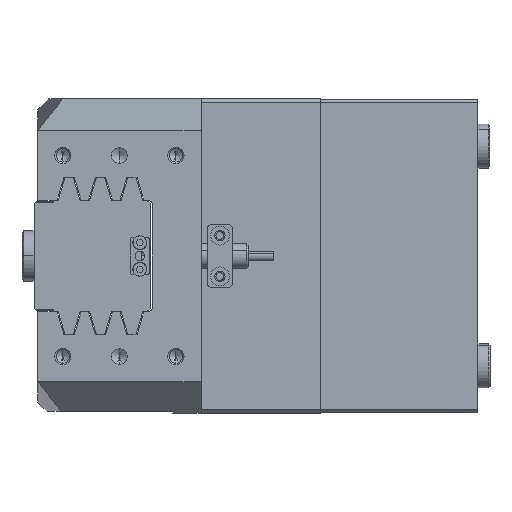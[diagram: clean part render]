
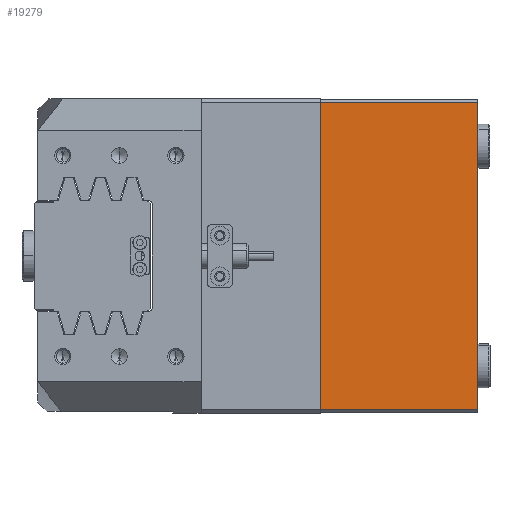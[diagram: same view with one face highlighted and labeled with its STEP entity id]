
A CAD part, left-side view. The second image highlights one B-rep face of the part: STEP entity #19279.
In plain terms, the highlighted planar face has unit normal (-1, 0, 0).
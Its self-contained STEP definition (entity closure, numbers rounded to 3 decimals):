
#927 = VERTEX_POINT ( 'NONE', #32721 ) ;
#1741 = LINE ( 'NONE', #23740, #10945 ) ;
#2691 = CARTESIAN_POINT ( 'NONE',  ( -78., -48.9, 0. ) ) ;
#3235 = VERTEX_POINT ( 'NONE', #36584 ) ;
#3470 = ORIENTED_EDGE ( 'NONE', *, *, #39511, .F. ) ;
#6669 = CARTESIAN_POINT ( 'NONE',  ( -78., 49.9, -50. ) ) ;
#10803 = EDGE_LOOP ( 'NONE', ( #23201, #25797, #3470, #18216 ) ) ;
#10945 = VECTOR ( 'NONE', #33732, 1000. ) ;
#11455 = VERTEX_POINT ( 'NONE', #2691 ) ;
#12291 = CARTESIAN_POINT ( 'NONE',  ( -78., 49.9, -50. ) ) ;
#13031 = AXIS2_PLACEMENT_3D ( 'NONE', #6669, #32488, #32771 ) ;
#17084 = EDGE_CURVE ( 'NONE', #34597, #11455, #23324, .T. ) ;
#17287 = DIRECTION ( 'NONE',  ( 0., 0., -1. ) ) ;
#18104 = CARTESIAN_POINT ( 'NONE',  ( -78., -48.9, -50. ) ) ;
#18216 = ORIENTED_EDGE ( 'NONE', *, *, #17084, .T. ) ;
#18879 = DIRECTION ( 'NONE',  ( 0., 1., 0. ) ) ;
#18974 = CARTESIAN_POINT ( 'NONE',  ( -78., -48.9, -50. ) ) ;
#19279 = ADVANCED_FACE ( 'NONE', ( #26810 ), #20060, .F. ) ;
#20060 = PLANE ( 'NONE',  #13031 ) ;
#23201 = ORIENTED_EDGE ( 'NONE', *, *, #34803, .T. ) ;
#23324 = LINE ( 'NONE', #18104, #37585 ) ;
#23740 = CARTESIAN_POINT ( 'NONE',  ( -78., 49.9, 0. ) ) ;
#25797 = ORIENTED_EDGE ( 'NONE', *, *, #31359, .T. ) ;
#26810 = FACE_OUTER_BOUND ( 'NONE', #10803, .T. ) ;
#27244 = VECTOR ( 'NONE', #18879, 1000. ) ;
#27373 = CARTESIAN_POINT ( 'NONE',  ( -78., 48.9, -50. ) ) ;
#27776 = LINE ( 'NONE', #12291, #27244 ) ;
#30046 = VECTOR ( 'NONE', #17287, 1000. ) ;
#31359 = EDGE_CURVE ( 'NONE', #927, #3235, #41235, .T. ) ;
#32488 = DIRECTION ( 'NONE',  ( 1., 0., 0. ) ) ;
#32721 = CARTESIAN_POINT ( 'NONE',  ( -78., 48.9, 0. ) ) ;
#32771 = DIRECTION ( 'NONE',  ( 0., 1., 0. ) ) ;
#33732 = DIRECTION ( 'NONE',  ( 0., 1., 0. ) ) ;
#34597 = VERTEX_POINT ( 'NONE', #18974 ) ;
#34803 = EDGE_CURVE ( 'NONE', #11455, #927, #1741, .T. ) ;
#36584 = CARTESIAN_POINT ( 'NONE',  ( -78., 48.9, -50. ) ) ;
#37585 = VECTOR ( 'NONE', #40436, 1000. ) ;
#39511 = EDGE_CURVE ( 'NONE', #34597, #3235, #27776, .T. ) ;
#40436 = DIRECTION ( 'NONE',  ( 0., 0., 1. ) ) ;
#41235 = LINE ( 'NONE', #27373, #30046 ) ;
